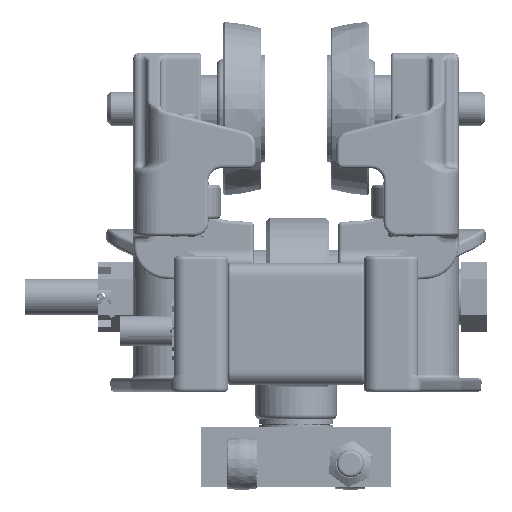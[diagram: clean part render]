
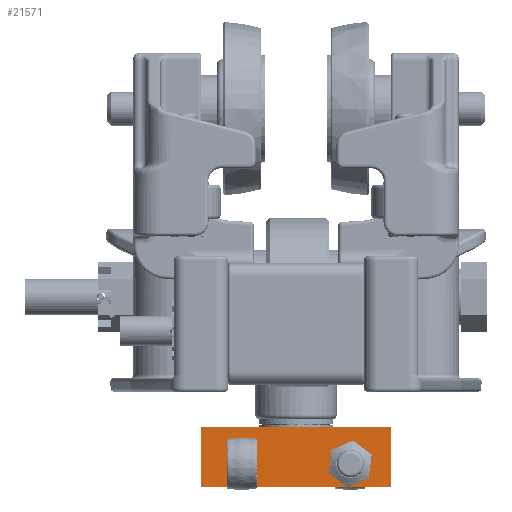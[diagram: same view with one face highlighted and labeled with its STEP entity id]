
A CAD part, left-side view. The second image highlights one B-rep face of the part: STEP entity #21571.
In plain terms, the highlighted face is planar.
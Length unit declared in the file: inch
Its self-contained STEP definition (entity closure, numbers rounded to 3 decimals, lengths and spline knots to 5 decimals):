
#21363=CARTESIAN_POINT('',(3.03125,0.4375,1.21875));
#21364=VERTEX_POINT('',#21363);
#21365=CARTESIAN_POINT('',(2.75,0.4375,1.21875));
#21366=DIRECTION('',(0.0,0.0,-1.0));
#21367=DIRECTION('',(1.0,0.0,0.0));
#21368=AXIS2_PLACEMENT_3D('',#21365,#21366,#21367);
#21369=CIRCLE('',#21368,0.28125);
#21370=EDGE_CURVE('',#21364,#21364,#21369,.T.);
#21394=CARTESIAN_POINT('',(1.03125,0.4375,1.21875));
#21395=VERTEX_POINT('',#21394);
#21396=CARTESIAN_POINT('',(0.75,0.4375,1.21875));
#21397=DIRECTION('',(0.0,0.0,-1.0));
#21398=DIRECTION('',(1.0,0.0,0.0));
#21399=AXIS2_PLACEMENT_3D('',#21396,#21397,#21398);
#21400=CIRCLE('',#21399,0.28125);
#21401=EDGE_CURVE('',#21395,#21395,#21400,.T.);
#21457=CARTESIAN_POINT('',(0.0,0.0,1.21875));
#21458=VERTEX_POINT('',#21457);
#21459=CARTESIAN_POINT('',(0.,1.125,1.21875));
#21460=VERTEX_POINT('',#21459);
#21461=CARTESIAN_POINT('',(0.0,0.0,1.21875));
#21462=DIRECTION('',(0.0,1.0,0.0));
#21463=VECTOR('',#21462,1.125);
#21464=LINE('',#21461,#21463);
#21465=EDGE_CURVE('',#21458,#21460,#21464,.T.);
#21488=CARTESIAN_POINT('',(3.5,1.125,1.21875));
#21489=VERTEX_POINT('',#21488);
#21490=CARTESIAN_POINT('',(0.0,1.125,1.21875));
#21491=DIRECTION('',(1.0,0.0,0.0));
#21492=VECTOR('',#21491,3.5);
#21493=LINE('',#21490,#21492);
#21494=EDGE_CURVE('',#21460,#21489,#21493,.T.);
#21515=CARTESIAN_POINT('',(3.5,0.0,1.21875));
#21516=VERTEX_POINT('',#21515);
#21517=CARTESIAN_POINT('',(3.5,1.125,1.21875));
#21518=DIRECTION('',(0.0,-1.0,0.0));
#21519=VECTOR('',#21518,1.125);
#21520=LINE('',#21517,#21519);
#21521=EDGE_CURVE('',#21489,#21516,#21520,.T.);
#21539=CARTESIAN_POINT('',(3.5,0.0,1.21875));
#21540=DIRECTION('',(-1.0,0.0,0.0));
#21541=VECTOR('',#21540,3.5);
#21542=LINE('',#21539,#21541);
#21543=EDGE_CURVE('',#21516,#21458,#21542,.T.);
#21554=CARTESIAN_POINT('',(1.75,0.5625,1.21875));
#21555=DIRECTION('',(0.0,0.0,1.0));
#21556=DIRECTION('',(1.0,0.0,0.0));
#21557=AXIS2_PLACEMENT_3D('',#21554,#21555,#21556);
#21558=PLANE('',#21557);
#21559=ORIENTED_EDGE('',*,*,#21465,.F.);
#21560=ORIENTED_EDGE('',*,*,#21543,.F.);
#21561=ORIENTED_EDGE('',*,*,#21521,.F.);
#21562=ORIENTED_EDGE('',*,*,#21494,.F.);
#21563=EDGE_LOOP('',(#21559,#21560,#21561,#21562));
#21564=FACE_OUTER_BOUND('',#21563,.T.);
#21565=ORIENTED_EDGE('',*,*,#21370,.T.);
#21566=EDGE_LOOP('',(#21565));
#21567=FACE_BOUND('',#21566,.T.);
#21568=ORIENTED_EDGE('',*,*,#21401,.T.);
#21569=EDGE_LOOP('',(#21568));
#21570=FACE_BOUND('',#21569,.T.);
#21571=ADVANCED_FACE('',(#21564,#21567,#21570),#21558,.T.);
